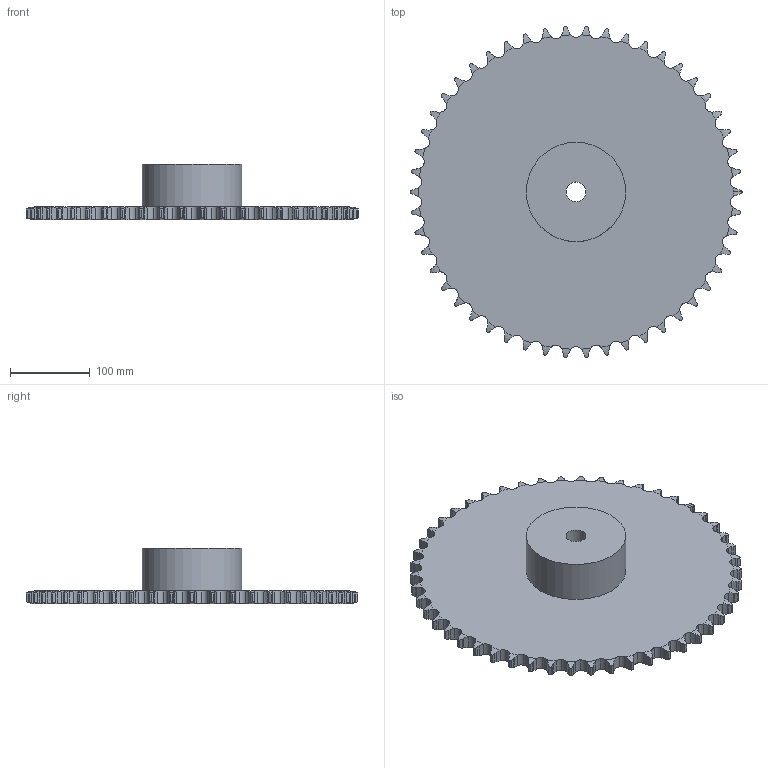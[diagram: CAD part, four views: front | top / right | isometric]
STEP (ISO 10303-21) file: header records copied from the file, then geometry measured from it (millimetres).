
FILE_DESCRIPTION(('FreeCAD Model'),'2;1');
FILE_NAME('Open CASCADE Shape Model','2021-06-06T08:38:45',('FreeCAD'),( 'FreeCAD'),'Open CASCADE STEP processor 7.4','FreeCAD','Unknown');
FILE_SCHEMA(('AUTOMOTIVE_DESIGN { 1 0 10303 214 1 1 1 1 }'));
Products named in the file (1): Open CASCADE STEP translator 7.4 35
Bounding box: 417.4 x 416.74 x 70 mm (x, y, z)
Volume: 2648468.8 mm3; surface area: 307431.4 mm2
Topology: 1 solids, 1 shells, 559 faces, 1664 edges, 1109 vertices
Faces by surface type: cylinder 353, plane 104, torus 102
Full cylindrical faces by diameter (mm): 25 x1, 125 x1
Entity records: 50634 total; most frequent: CARTESIAN_POINT 22597, DIRECTION 3820, ORIENTED_EDGE 3328, PCURVE 3328, DEFINITIONAL_REPRESENTATION 3328, B_SPLINE_CURVE_WITH_KNOTS 2400, LINE 1873, VECTOR 1873
